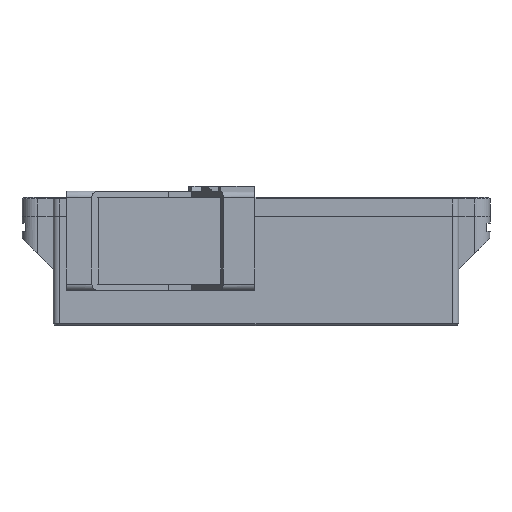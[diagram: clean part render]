
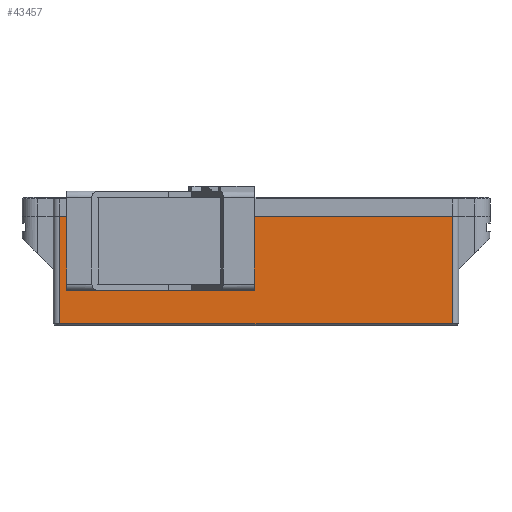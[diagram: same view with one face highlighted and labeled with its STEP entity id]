
A CAD part, left-side view. The second image highlights one B-rep face of the part: STEP entity #43457.
In plain terms, the highlighted planar face has unit normal (-1, 0, 0).
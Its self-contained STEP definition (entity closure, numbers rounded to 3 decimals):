
#1457=PLANE('',#46529);
#3069=FACE_OUTER_BOUND('',#5757,.T.);
#5757=EDGE_LOOP('',(#29985,#29986,#29987,#29988,#29989,#29990,#29991,#29992));
#8758=LINE('',#64265,#13227);
#8762=LINE('',#64273,#13231);
#8763=LINE('',#64275,#13232);
#8764=LINE('',#64277,#13233);
#8765=LINE('',#64279,#13234);
#8766=LINE('',#64281,#13235);
#8767=LINE('',#64283,#13236);
#8768=LINE('',#64284,#13237);
#13227=VECTOR('',#51303,10.);
#13231=VECTOR('',#51309,10.);
#13232=VECTOR('',#51310,10.);
#13233=VECTOR('',#51311,129.7);
#13234=VECTOR('',#51312,10.);
#13235=VECTOR('',#51313,10.);
#13236=VECTOR('',#51314,10.);
#13237=VECTOR('',#51315,129.7);
#19159=VERTEX_POINT('',#64263);
#19160=VERTEX_POINT('',#64264);
#19163=VERTEX_POINT('',#64272);
#19164=VERTEX_POINT('',#64274);
#19165=VERTEX_POINT('',#64276);
#19166=VERTEX_POINT('',#64278);
#19167=VERTEX_POINT('',#64280);
#19168=VERTEX_POINT('',#64282);
#23316=EDGE_CURVE('',#19159,#19160,#8758,.T.);
#23320=EDGE_CURVE('',#19163,#19159,#8762,.T.);
#23321=EDGE_CURVE('',#19160,#19164,#8763,.T.);
#23322=EDGE_CURVE('',#19165,#19164,#8764,.T.);
#23323=EDGE_CURVE('',#19166,#19165,#8765,.T.);
#23324=EDGE_CURVE('',#19167,#19166,#8766,.T.);
#23325=EDGE_CURVE('',#19167,#19168,#8767,.T.);
#23326=EDGE_CURVE('',#19163,#19168,#8768,.T.);
#29985=ORIENTED_EDGE('',*,*,#23320,.T.);
#29986=ORIENTED_EDGE('',*,*,#23316,.T.);
#29987=ORIENTED_EDGE('',*,*,#23321,.T.);
#29988=ORIENTED_EDGE('',*,*,#23322,.F.);
#29989=ORIENTED_EDGE('',*,*,#23323,.F.);
#29990=ORIENTED_EDGE('',*,*,#23324,.F.);
#29991=ORIENTED_EDGE('',*,*,#23325,.T.);
#29992=ORIENTED_EDGE('',*,*,#23326,.F.);
#43457=ADVANCED_FACE('',(#3069),#1457,.T.);
#46529=AXIS2_PLACEMENT_3D('',#64271,#51307,#51308);
#51303=DIRECTION('',(0.,1.,0.));
#51307=DIRECTION('center_axis',(-1.,0.,0.));
#51308=DIRECTION('ref_axis',(0.,0.,1.));
#51309=DIRECTION('',(0.,0.,-1.));
#51310=DIRECTION('',(0.,0.,1.));
#51311=DIRECTION('',(0.,-1.,0.));
#51312=DIRECTION('',(0.,0.,1.));
#51313=DIRECTION('',(0.,1.,0.));
#51314=DIRECTION('',(0.,0.,1.));
#51315=DIRECTION('',(0.,-1.,0.));
#64263=CARTESIAN_POINT('',(-42.1,32.48,24.32));
#64264=CARTESIAN_POINT('',(-42.1,42.48,24.32));
#64265=CARTESIAN_POINT('',(-42.1,16.24,24.32));
#64271=CARTESIAN_POINT('Origin',(-42.1,0.,25.));
#64272=CARTESIAN_POINT('',(-42.1,32.48,35.));
#64273=CARTESIAN_POINT('',(-42.1,32.48,26.16));
#64274=CARTESIAN_POINT('',(-42.1,42.48,35.));
#64275=CARTESIAN_POINT('',(-42.1,42.48,26.16));
#64276=CARTESIAN_POINT('',(-42.1,62.85,35.));
#64277=CARTESIAN_POINT('',(-42.1,-64.85,35.));
#64278=CARTESIAN_POINT('',(-42.1,62.85,0.5));
#64279=CARTESIAN_POINT('',(-42.1,62.85,25.));
#64280=CARTESIAN_POINT('',(-42.1,-62.85,0.5));
#64281=CARTESIAN_POINT('',(-42.1,0.,0.5));
#64282=CARTESIAN_POINT('',(-42.1,-62.85,35.));
#64283=CARTESIAN_POINT('',(-42.1,-62.85,25.));
#64284=CARTESIAN_POINT('',(-42.1,-64.85,35.));
